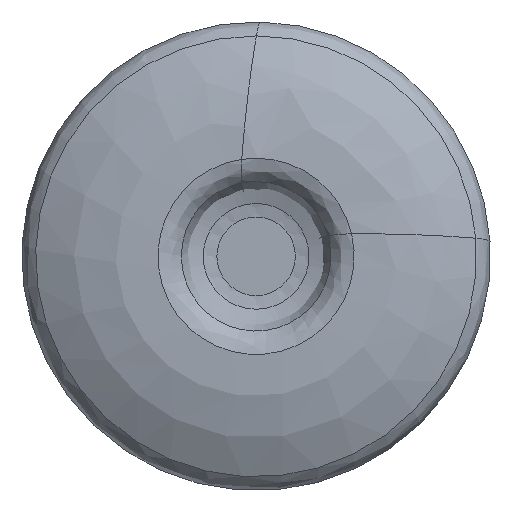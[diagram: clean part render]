
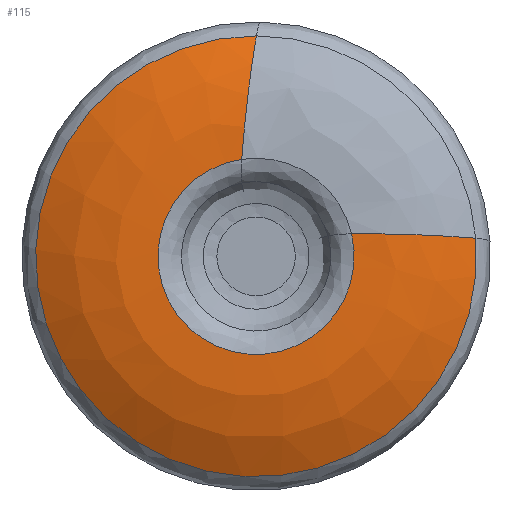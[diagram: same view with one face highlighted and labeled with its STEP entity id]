
A CAD part, left-side view. The second image highlights one B-rep face of the part: STEP entity #115.
In plain terms, the highlighted free-form (B-spline) face has degree [3, 3] with [4, 7] control points.
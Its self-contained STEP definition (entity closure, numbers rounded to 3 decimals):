
#115=ADVANCED_FACE('',(#168),#151,.F.);
#151=(
BOUNDED_SURFACE()
B_SPLINE_SURFACE(3,3,((#744,#745,#746,#747,#748,#749,#750),(#751,#752,#753,
#754,#755,#756,#757),(#758,#759,#760,#761,#762,#763,#764),(#765,#766,#767,
#768,#769,#770,#771)),.UNSPECIFIED.,.F.,.F.,.F.)
B_SPLINE_SURFACE_WITH_KNOTS((4,4),(4,3,4),(0.,1.),(0.,0.5,1.),
 .UNSPECIFIED.)
GEOMETRIC_REPRESENTATION_ITEM()
RATIONAL_B_SPLINE_SURFACE(((1.,0.576,0.576,1.,0.576,
0.576,1.),(0.971,0.559,0.559,
0.971,0.559,0.559,0.971),
(0.971,0.559,0.559,0.971,
0.559,0.559,0.971),(1.,0.576,
0.576,1.,0.576,0.576,1.)))
REPRESENTATION_ITEM('')
SURFACE()
);
#168=FACE_OUTER_BOUND('',#186,.T.);
#186=EDGE_LOOP('',(#246,#247,#248,#249));
#246=ORIENTED_EDGE('',*,*,#381,.F.);
#247=ORIENTED_EDGE('',*,*,#382,.T.);
#248=ORIENTED_EDGE('',*,*,#379,.T.);
#249=ORIENTED_EDGE('',*,*,#383,.T.);
#340=VERTEX_POINT('',#686);
#343=VERTEX_POINT('',#691);
#344=VERTEX_POINT('',#740);
#345=VERTEX_POINT('',#741);
#379=EDGE_CURVE('',#343,#340,#430,.T.);
#381=EDGE_CURVE('',#344,#345,#432,.T.);
#382=EDGE_CURVE('',#344,#343,#433,.T.);
#383=EDGE_CURVE('',#340,#345,#434,.T.);
#430=CIRCLE('',#482,6.696);
#432=CIRCLE('',#484,15.048);
#433=CIRCLE('',#485,15.);
#434=CIRCLE('',#486,15.);
#482=AXIS2_PLACEMENT_3D('',#709,#555,#556);
#484=AXIS2_PLACEMENT_3D('',#739,#559,#560);
#485=AXIS2_PLACEMENT_3D('',#742,#561,#562);
#486=AXIS2_PLACEMENT_3D('',#743,#563,#564);
#555=DIRECTION('',(1.,0.,0.));
#556=DIRECTION('',(0.,-0.973,0.229));
#559=DIRECTION('',(1.,0.,0.));
#560=DIRECTION('',(0.,-0.997,0.082));
#561=DIRECTION('',(-0.139,0.,-0.99));
#562=DIRECTION('',(0.99,0.,-0.139));
#563=DIRECTION('',(0.139,0.987,0.083));
#564=DIRECTION('',(0.99,-0.139,-0.012));
#686=CARTESIAN_POINT('',(0.019,0.984,6.624));
#691=CARTESIAN_POINT('',(0.019,-6.518,1.533));
#709=CARTESIAN_POINT('',(0.019,0.,0.));
#739=CARTESIAN_POINT('',(2.113,0.,0.));
#740=CARTESIAN_POINT('',(2.113,-14.997,1.239));
#741=CARTESIAN_POINT('',(2.113,-0.016,15.048));
#742=CARTESIAN_POINT('',(14.854,-7.286,-0.552));
#743=CARTESIAN_POINT('',(14.854,-1.158,7.215));
#744=CARTESIAN_POINT('',(0.019,-6.518,1.533));
#745=CARTESIAN_POINT('',(0.019,-8.173,-5.501));
#746=CARTESIAN_POINT('',(0.019,-2.22,-9.599));
#747=CARTESIAN_POINT('',(0.019,3.76,-5.541));
#748=CARTESIAN_POINT('',(0.019,9.74,-1.484));
#749=CARTESIAN_POINT('',(0.019,8.132,5.562));
#750=CARTESIAN_POINT('',(0.019,0.984,6.624));
#751=CARTESIAN_POINT('',(-0.133,-9.514,1.554));
#752=CARTESIAN_POINT('',(-0.133,-11.191,-8.713));
#753=CARTESIAN_POINT('',(-0.133,-2.235,-14.006));
#754=CARTESIAN_POINT('',(-0.133,5.95,-7.585));
#755=CARTESIAN_POINT('',(-0.133,14.135,-1.164));
#756=CARTESIAN_POINT('',(-0.133,11.127,8.795));
#757=CARTESIAN_POINT('',(-0.133,0.755,9.61));
#758=CARTESIAN_POINT('',(0.586,-12.424,1.453));
#759=CARTESIAN_POINT('',(0.586,-13.992,-11.954));
#760=CARTESIAN_POINT('',(0.586,-2.071,-18.287));
#761=CARTESIAN_POINT('',(0.586,8.16,-9.48));
#762=CARTESIAN_POINT('',(0.586,18.391,-0.674));
#763=CARTESIAN_POINT('',(0.586,13.904,12.057));
#764=CARTESIAN_POINT('',(0.586,0.412,12.502));
#765=CARTESIAN_POINT('',(2.113,-14.997,1.239));
#766=CARTESIAN_POINT('',(2.113,-16.334,-14.945));
#767=CARTESIAN_POINT('',(2.113,-1.741,-22.071));
#768=CARTESIAN_POINT('',(2.113,10.199,-11.064));
#769=CARTESIAN_POINT('',(2.113,22.139,-0.058));
#770=CARTESIAN_POINT('',(2.113,16.223,15.065));
#771=CARTESIAN_POINT('',(2.113,-0.016,15.048));
